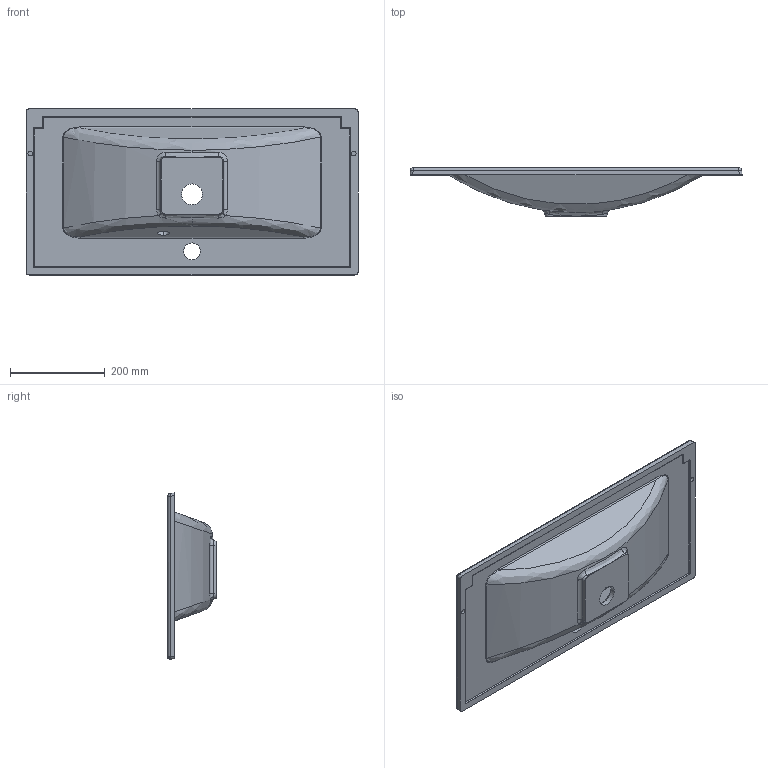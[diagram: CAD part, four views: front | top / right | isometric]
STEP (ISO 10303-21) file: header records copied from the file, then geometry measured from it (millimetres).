
FILE_DESCRIPTION (( 'STEP AP203' ), '1' );
FILE_NAME ('6229730711.STEP', '2020-12-15T13:07:27', ( '' ), ( '' ), 'SwSTEP 2.0', 'SolidWorks 2019', '' );
FILE_SCHEMA (( 'CONFIG_CONTROL_DESIGN' ));
Length unit declared in the file: millimetre
Products named in the file (1): 6229730711
Bounding box: 700 x 102 x 350 mm (x, y, z)
Volume: 4012988 mm3; surface area: 606457 mm2
Topology: 1 solids, 1 shells, 135 faces, 330 edges, 195 vertices
Faces by surface type: cylinder 52, bspline 45, plane 26, sphere 10, cone 2
Entity records: 6726 total; most frequent: CARTESIAN_POINT 3943, ORIENTED_EDGE 648, DIRECTION 461, EDGE_CURVE 324, VERTEX_POINT 195, AXIS2_PLACEMENT_3D 176, EDGE_LOOP 145, FACE_OUTER_BOUND 135
